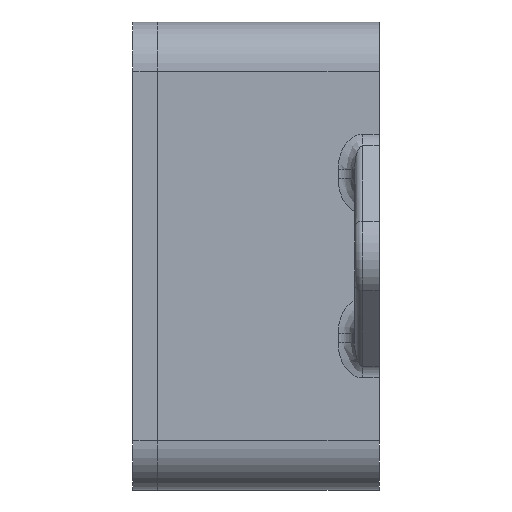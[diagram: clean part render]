
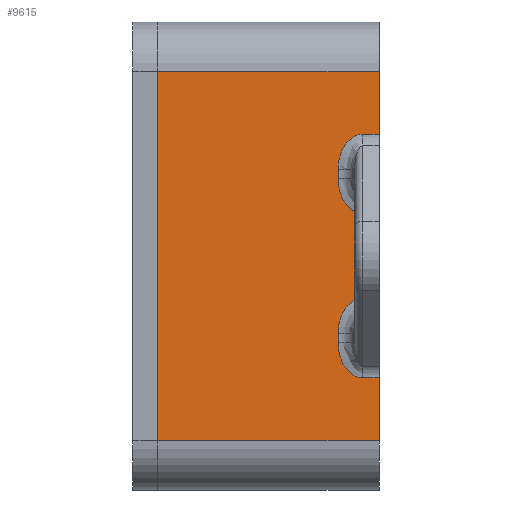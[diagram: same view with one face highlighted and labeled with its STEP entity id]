
A CAD part, left-side view. The second image highlights one B-rep face of the part: STEP entity #9615.
In plain terms, the highlighted planar face has unit normal (-1, 0, 0).
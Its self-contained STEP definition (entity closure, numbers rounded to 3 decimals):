
#27=ELLIPSE('',#10113,4.243,3.);
#29=ELLIPSE('',#10118,4.243,3.);
#31=ELLIPSE('',#10135,4.243,3.);
#33=ELLIPSE('',#10140,4.243,3.);
#792=FACE_OUTER_BOUND('',#1322,.T.);
#1322=EDGE_LOOP('',(#8074,#8075,#8076,#8077,#8078,#8079,#8080,#8081,#8082,
#8083,#8084,#8085,#8086,#8087,#8088,#8089));
#1482=LINE('',#12656,#2660);
#2440=LINE('',#15559,#3618);
#2442=LINE('',#15602,#3620);
#2444=LINE('',#15683,#3622);
#2457=LINE('',#15720,#3635);
#2459=LINE('',#15801,#3637);
#2460=LINE('',#15836,#3638);
#2468=LINE('',#15864,#3646);
#2472=LINE('',#15879,#3650);
#2473=LINE('',#15880,#3651);
#2474=LINE('',#15882,#3652);
#2475=LINE('',#15883,#3653);
#2660=VECTOR('',#10341,10.);
#3618=VECTOR('',#12023,10.);
#3620=VECTOR('',#12037,10.);
#3622=VECTOR('',#12049,10.);
#3635=VECTOR('',#12084,10.);
#3637=VECTOR('',#12098,10.);
#3638=VECTOR('',#12109,10.);
#3646=VECTOR('',#12147,10.);
#3650=VECTOR('',#12159,10.);
#3651=VECTOR('',#12160,10.);
#3652=VECTOR('',#12163,10.);
#3653=VECTOR('',#12164,10.);
#3838=VERTEX_POINT('',#12653);
#3839=VERTEX_POINT('',#12655);
#4565=VERTEX_POINT('',#15556);
#4566=VERTEX_POINT('',#15558);
#4569=VERTEX_POINT('',#15594);
#4571=VERTEX_POINT('',#15600);
#4573=VERTEX_POINT('',#15675);
#4575=VERTEX_POINT('',#15681);
#4587=VERTEX_POINT('',#15717);
#4588=VERTEX_POINT('',#15719);
#4590=VERTEX_POINT('',#15794);
#4591=VERTEX_POINT('',#15799);
#4593=VERTEX_POINT('',#15828);
#4595=VERTEX_POINT('',#15834);
#4600=VERTEX_POINT('',#15863);
#4607=VERTEX_POINT('',#15877);
#4751=EDGE_CURVE('',#3838,#3839,#1482,.T.);
#5830=EDGE_CURVE('',#4565,#4566,#2440,.T.);
#5834=EDGE_CURVE('',#4569,#4565,#27,.T.);
#5837=EDGE_CURVE('',#4571,#4569,#2442,.T.);
#5840=EDGE_CURVE('',#4573,#4571,#29,.T.);
#5843=EDGE_CURVE('',#4575,#4573,#2444,.T.);
#5861=EDGE_CURVE('',#4587,#4588,#2457,.T.);
#5865=EDGE_CURVE('',#4590,#4587,#31,.T.);
#5868=EDGE_CURVE('',#4591,#4590,#2459,.T.);
#5870=EDGE_CURVE('',#4593,#4591,#33,.T.);
#5873=EDGE_CURVE('',#4595,#4593,#2460,.T.);
#5887=EDGE_CURVE('',#4566,#4600,#2468,.T.);
#5895=EDGE_CURVE('',#4607,#4595,#2472,.T.);
#5896=EDGE_CURVE('',#4588,#4575,#2473,.T.);
#5897=EDGE_CURVE('',#3839,#4607,#2474,.T.);
#5898=EDGE_CURVE('',#4600,#3838,#2475,.T.);
#8074=ORIENTED_EDGE('',*,*,#5843,.F.);
#8075=ORIENTED_EDGE('',*,*,#5896,.F.);
#8076=ORIENTED_EDGE('',*,*,#5861,.F.);
#8077=ORIENTED_EDGE('',*,*,#5865,.F.);
#8078=ORIENTED_EDGE('',*,*,#5868,.F.);
#8079=ORIENTED_EDGE('',*,*,#5870,.F.);
#8080=ORIENTED_EDGE('',*,*,#5873,.F.);
#8081=ORIENTED_EDGE('',*,*,#5895,.F.);
#8082=ORIENTED_EDGE('',*,*,#5897,.F.);
#8083=ORIENTED_EDGE('',*,*,#4751,.F.);
#8084=ORIENTED_EDGE('',*,*,#5898,.F.);
#8085=ORIENTED_EDGE('',*,*,#5887,.F.);
#8086=ORIENTED_EDGE('',*,*,#5830,.F.);
#8087=ORIENTED_EDGE('',*,*,#5834,.F.);
#8088=ORIENTED_EDGE('',*,*,#5837,.F.);
#8089=ORIENTED_EDGE('',*,*,#5840,.F.);
#9177=PLANE('',#10163);
#9615=ADVANCED_FACE('',(#792),#9177,.T.);
#10113=AXIS2_PLACEMENT_3D('',#15596,#12029,#12030);
#10118=AXIS2_PLACEMENT_3D('',#15677,#12041,#12042);
#10135=AXIS2_PLACEMENT_3D('',#15796,#12090,#12091);
#10140=AXIS2_PLACEMENT_3D('',#15830,#12101,#12102);
#10163=AXIS2_PLACEMENT_3D('',#15881,#12161,#12162);
#10341=DIRECTION('',(0.,0.,1.));
#12023=DIRECTION('',(0.,-1.,0.));
#12029=DIRECTION('center_axis',(-1.,0.,0.));
#12030=DIRECTION('ref_axis',(0.,0.,-1.));
#12037=DIRECTION('',(0.,0.,-1.));
#12041=DIRECTION('center_axis',(-1.,0.,0.));
#12042=DIRECTION('ref_axis',(0.,0.,-1.));
#12049=DIRECTION('',(0.,1.,0.));
#12084=DIRECTION('',(0.,-1.,0.));
#12090=DIRECTION('center_axis',(-1.,0.,0.));
#12091=DIRECTION('ref_axis',(0.,0.,1.));
#12098=DIRECTION('',(0.,0.,-1.));
#12101=DIRECTION('center_axis',(-1.,0.,0.));
#12102=DIRECTION('ref_axis',(0.,0.,1.));
#12109=DIRECTION('',(0.,1.,0.));
#12147=DIRECTION('',(0.,0.,-1.));
#12159=DIRECTION('',(0.,0.,-1.));
#12160=DIRECTION('',(0.,0.,-1.));
#12161=DIRECTION('center_axis',(-1.,0.,0.));
#12162=DIRECTION('ref_axis',(0.,0.,1.));
#12163=DIRECTION('',(0.,-1.,0.));
#12164=DIRECTION('',(0.,1.,0.));
#12653=CARTESIAN_POINT('',(-67.,27.,-22.5));
#12655=CARTESIAN_POINT('',(-67.,27.,22.5));
#12656=CARTESIAN_POINT('',(-67.,27.,28.5));
#15556=CARTESIAN_POINT('',(-67.,2.,-14.828));
#15558=CARTESIAN_POINT('',(-67.,0.,-14.828));
#15559=CARTESIAN_POINT('',(-67.,0.,-14.828));
#15594=CARTESIAN_POINT('',(-67.,5.,-10.586));
#15596=CARTESIAN_POINT('Origin',(-67.,2.,-10.586));
#15600=CARTESIAN_POINT('',(-67.,5.,-9.414));
#15602=CARTESIAN_POINT('',(-67.,5.,-14.25));
#15675=CARTESIAN_POINT('',(-67.,2.,-5.172));
#15677=CARTESIAN_POINT('Origin',(-67.,2.,-9.414));
#15681=CARTESIAN_POINT('',(-67.,0.,-5.172));
#15683=CARTESIAN_POINT('',(-67.,0.,-5.172));
#15717=CARTESIAN_POINT('',(-67.,2.,5.172));
#15719=CARTESIAN_POINT('',(-67.,0.,5.172));
#15720=CARTESIAN_POINT('',(-67.,0.,5.172));
#15794=CARTESIAN_POINT('',(-67.,5.,9.414));
#15796=CARTESIAN_POINT('Origin',(-67.,2.,9.414));
#15799=CARTESIAN_POINT('',(-67.,5.,10.586));
#15801=CARTESIAN_POINT('',(-67.,5.,-14.25));
#15828=CARTESIAN_POINT('',(-67.,2.,14.828));
#15830=CARTESIAN_POINT('Origin',(-67.,2.,10.586));
#15834=CARTESIAN_POINT('',(-67.,0.,14.828));
#15836=CARTESIAN_POINT('',(-67.,0.,14.828));
#15863=CARTESIAN_POINT('',(-67.,0.,-22.5));
#15864=CARTESIAN_POINT('',(-67.,0.,28.5));
#15877=CARTESIAN_POINT('',(-67.,0.,22.5));
#15879=CARTESIAN_POINT('',(-67.,0.,28.5));
#15880=CARTESIAN_POINT('',(-67.,0.,28.5));
#15881=CARTESIAN_POINT('Origin',(-67.,0.,-28.5));
#15882=CARTESIAN_POINT('',(-67.,0.,22.5));
#15883=CARTESIAN_POINT('',(-67.,0.,-22.5));
